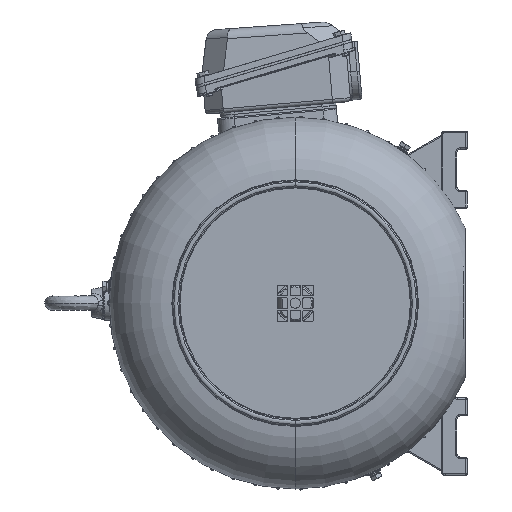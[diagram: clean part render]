
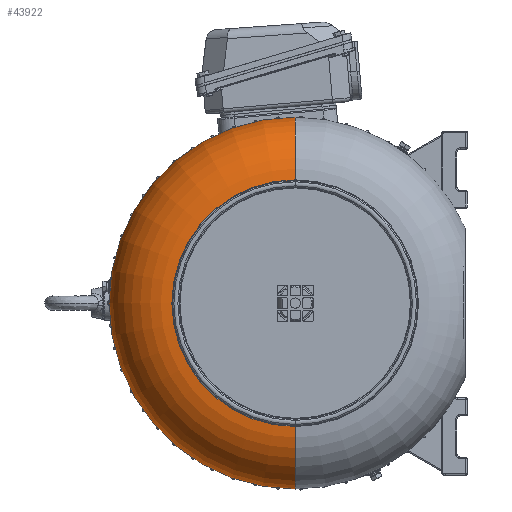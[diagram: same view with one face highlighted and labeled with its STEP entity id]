
A CAD part, left-side view. The second image highlights one B-rep face of the part: STEP entity #43922.
In plain terms, the highlighted toroidal (fillet/blend) face has major radius 93 mm and minor radius 51.2 mm.
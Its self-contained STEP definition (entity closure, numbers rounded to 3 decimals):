
#1329 = DIRECTION ( 'NONE',  ( -1., 0., 0. ) ) ;
#3976 = AXIS2_PLACEMENT_3D ( 'NONE', #29952, #14825, #63243 ) ;
#5831 = AXIS2_PLACEMENT_3D ( 'NONE', #29909, #15668, #84833 ) ;
#8051 = CIRCLE ( 'NONE', #10155, 95.635 ) ;
#9547 = VERTEX_POINT ( 'NONE', #40377 ) ;
#10155 = AXIS2_PLACEMENT_3D ( 'NONE', #35006, #1329, #84500 ) ;
#14825 = DIRECTION ( 'NONE',  ( 0., -1., 0. ) ) ;
#15668 = DIRECTION ( 'NONE',  ( -1., 0., 0. ) ) ;
#17774 = VERTEX_POINT ( 'NONE', #43994 ) ;
#22013 = EDGE_LOOP ( 'NONE', ( #39669, #34832, #30568, #80100 ) ) ;
#22120 = VERTEX_POINT ( 'NONE', #68738 ) ;
#25609 = CIRCLE ( 'NONE', #3976, 51.2 ) ;
#26529 = DIRECTION ( 'NONE',  ( 0., 1., 0. ) ) ;
#27248 = VERTEX_POINT ( 'NONE', #50170 ) ;
#27482 = TOROIDAL_SURFACE ( 'NONE', #5831, 93., 51.2 ) ;
#29704 = FACE_OUTER_BOUND ( 'NONE', #22013, .T. ) ;
#29909 = CARTESIAN_POINT ( 'NONE',  ( -77.3, 0., 0. ) ) ;
#29952 = CARTESIAN_POINT ( 'NONE',  ( -77.3, 0., 93. ) ) ;
#30568 = ORIENTED_EDGE ( 'NONE', *, *, #89570, .F. ) ;
#31885 = EDGE_CURVE ( 'NONE', #27248, #22120, #53633, .T. ) ;
#34146 = AXIS2_PLACEMENT_3D ( 'NONE', #82953, #26529, #40472 ) ;
#34185 = DIRECTION ( 'NONE',  ( 0., 0., 1. ) ) ;
#34832 = ORIENTED_EDGE ( 'NONE', *, *, #31885, .T. ) ;
#35006 = CARTESIAN_POINT ( 'NONE',  ( -128.432, 0., 0. ) ) ;
#39669 = ORIENTED_EDGE ( 'NONE', *, *, #58157, .T. ) ;
#40377 = CARTESIAN_POINT ( 'NONE',  ( -77.3, 0., 144.2 ) ) ;
#40472 = DIRECTION ( 'NONE',  ( 0., 0., 1. ) ) ;
#42285 = CIRCLE ( 'NONE', #70722, 144.2 ) ;
#43922 = ADVANCED_FACE ( 'NONE', ( #29704 ), #27482, .T. ) ;
#43994 = CARTESIAN_POINT ( 'NONE',  ( -128.432, 0., 95.635 ) ) ;
#50170 = CARTESIAN_POINT ( 'NONE',  ( -77.3, 0., -144.2 ) ) ;
#53633 = CIRCLE ( 'NONE', #34146, 51.2 ) ;
#58157 = EDGE_CURVE ( 'NONE', #9547, #27248, #42285, .T. ) ;
#63243 = DIRECTION ( 'NONE',  ( 0., 0., -1. ) ) ;
#68738 = CARTESIAN_POINT ( 'NONE',  ( -128.432, 0., -95.635 ) ) ;
#69024 = DIRECTION ( 'NONE',  ( -1., 0., 0. ) ) ;
#70722 = AXIS2_PLACEMENT_3D ( 'NONE', #83039, #69024, #34185 ) ;
#80100 = ORIENTED_EDGE ( 'NONE', *, *, #82518, .F. ) ;
#82518 = EDGE_CURVE ( 'NONE', #9547, #17774, #25609, .T. ) ;
#82953 = CARTESIAN_POINT ( 'NONE',  ( -77.3, 0., -93. ) ) ;
#83039 = CARTESIAN_POINT ( 'NONE',  ( -77.3, 0., 0. ) ) ;
#84500 = DIRECTION ( 'NONE',  ( 0., 0., 1. ) ) ;
#84833 = DIRECTION ( 'NONE',  ( 0., 0., 1. ) ) ;
#89570 = EDGE_CURVE ( 'NONE', #17774, #22120, #8051, .T. ) ;
